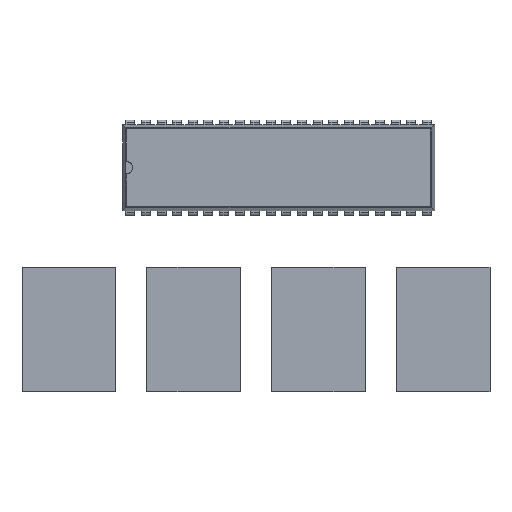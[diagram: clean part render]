
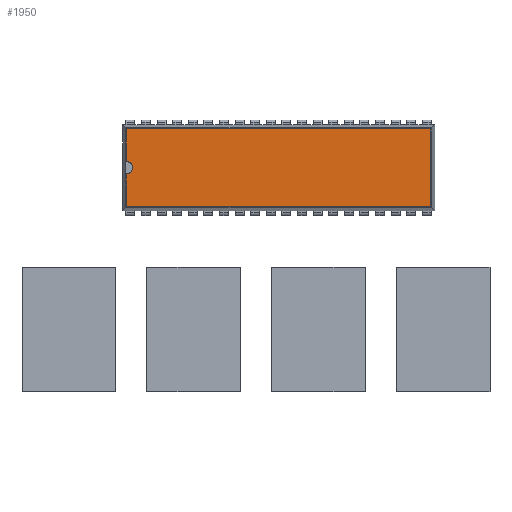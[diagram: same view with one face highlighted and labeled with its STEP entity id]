
A CAD part, top view. The second image highlights one B-rep face of the part: STEP entity #1950.
In plain terms, the highlighted face is planar.
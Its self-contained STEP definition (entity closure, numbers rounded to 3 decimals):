
#124 = VERTEX_POINT('',#125);
#125 = CARTESIAN_POINT('',(1.,6.5,-24.783));
#144 = EDGE_CURVE('',#145,#124,#147,.T.);
#145 = VERTEX_POINT('',#146);
#146 = CARTESIAN_POINT('',(0.,6.5,-23.783));
#147 = CIRCLE('',#148,1.);
#148 = AXIS2_PLACEMENT_3D('',#149,#150,#151);
#149 = CARTESIAN_POINT('',(0.,6.5,-24.783));
#150 = DIRECTION('',(0.,1.,0.));
#151 = DIRECTION('',(0.,0.,1.));
#1779 = VERTEX_POINT('',#1780);
#1780 = CARTESIAN_POINT('',(-1.,6.5,-24.783));
#1808 = VERTEX_POINT('',#1809);
#1809 = CARTESIAN_POINT('',(-6.368,6.5,-24.783));
#1816 = EDGE_CURVE('',#1779,#1808,#1817,.T.);
#1817 = LINE('',#1818,#1819);
#1818 = CARTESIAN_POINT('',(-6.452,6.5,-24.783));
#1819 = VECTOR('',#1820,1.);
#1820 = DIRECTION('',(-1.,0.,0.));
#1950 = ADVANCED_FACE('',(#1951),#1992,.F.);
#1951 = FACE_BOUND('',#1952,.T.);
#1952 = EDGE_LOOP('',(#1953,#1961,#1962,#1969,#1970,#1978,#1986));
#1953 = ORIENTED_EDGE('',*,*,#1954,.T.);
#1954 = EDGE_CURVE('',#1955,#124,#1957,.T.);
#1955 = VERTEX_POINT('',#1956);
#1956 = CARTESIAN_POINT('',(6.368,6.5,-24.783));
#1957 = LINE('',#1958,#1959);
#1958 = CARTESIAN_POINT('',(-6.452,6.5,-24.783));
#1959 = VECTOR('',#1960,1.);
#1960 = DIRECTION('',(-1.,0.,0.));
#1961 = ORIENTED_EDGE('',*,*,#144,.F.);
#1962 = ORIENTED_EDGE('',*,*,#1963,.F.);
#1963 = EDGE_CURVE('',#1779,#145,#1964,.T.);
#1964 = CIRCLE('',#1965,1.);
#1965 = AXIS2_PLACEMENT_3D('',#1966,#1967,#1968);
#1966 = CARTESIAN_POINT('',(0.,6.5,-24.783));
#1967 = DIRECTION('',(0.,1.,0.));
#1968 = DIRECTION('',(0.,0.,1.));
#1969 = ORIENTED_EDGE('',*,*,#1816,.T.);
#1970 = ORIENTED_EDGE('',*,*,#1971,.T.);
#1971 = EDGE_CURVE('',#1808,#1972,#1974,.T.);
#1972 = VERTEX_POINT('',#1973);
#1973 = CARTESIAN_POINT('',(-6.368,6.5,24.783));
#1974 = LINE('',#1975,#1976);
#1975 = CARTESIAN_POINT('',(-6.368,6.5,24.867));
#1976 = VECTOR('',#1977,1.);
#1977 = DIRECTION('',(0.,0.,1.));
#1978 = ORIENTED_EDGE('',*,*,#1979,.T.);
#1979 = EDGE_CURVE('',#1972,#1980,#1982,.T.);
#1980 = VERTEX_POINT('',#1981);
#1981 = CARTESIAN_POINT('',(6.368,6.5,24.783));
#1982 = LINE('',#1983,#1984);
#1983 = CARTESIAN_POINT('',(6.452,6.5,24.783));
#1984 = VECTOR('',#1985,1.);
#1985 = DIRECTION('',(1.,0.,0.));
#1986 = ORIENTED_EDGE('',*,*,#1987,.T.);
#1987 = EDGE_CURVE('',#1980,#1955,#1988,.T.);
#1988 = LINE('',#1989,#1990);
#1989 = CARTESIAN_POINT('',(6.368,6.5,-24.867));
#1990 = VECTOR('',#1991,1.);
#1991 = DIRECTION('',(0.,0.,-1.));
#1992 = PLANE('',#1993);
#1993 = AXIS2_PLACEMENT_3D('',#1994,#1995,#1996);
#1994 = CARTESIAN_POINT('',(-6.985,6.5,-25.4));
#1995 = DIRECTION('',(0.,-1.,0.));
#1996 = DIRECTION('',(0.,0.,-1.));
